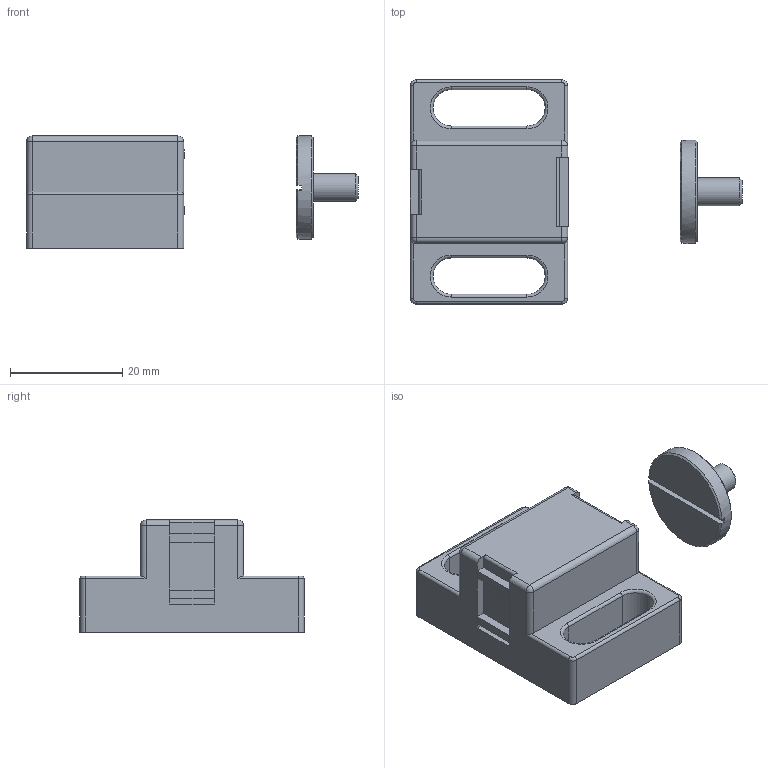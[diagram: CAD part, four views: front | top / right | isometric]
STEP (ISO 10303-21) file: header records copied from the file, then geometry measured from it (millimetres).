
FILE_DESCRIPTION(/* description */ (''),/* implementation_level */ '2;1');
FILE_NAME(/* name */ '13132_KriTec_Magnetverschluss_10.stp',/* time_stamp */ '2016-05-17T17:05:28+02:00',/* author */ ('kostic'),/* organization */ (''),/* preprocessor_version */ 'ST-DEVELOPER v16.1',/* originating_system */ 'Autodesk Inventor 2016',/* authorisation */ '');
FILE_SCHEMA (('AUTOMOTIVE_DESIGN { 1 0 10303 214 3 1 1 }'));
Length unit declared in the file: millimetre
Products named in the file (3): 13132 Magnetverschluß 10; Magnet_8; 13132_KriTec_Magnetverschluss_10
Assembly tree (2 placements, depth 2):
  13132_KriTec_Magnetverschluss_10
    13132 Magnetverschluß 10
    Magnet_8
Bounding box: 59.2 x 40 x 20 mm (x, y, z)
Volume: 14458.2 mm3; surface area: 5923.4 mm2
Topology: 2 solids, 2 shells, 109 faces, 270 edges, 162 vertices
Faces by surface type: plane 61, cylinder 32, torus 4, bspline 4, sphere 4, cone 4
Full cylindrical faces by diameter (mm): 5 x1, 18.4 x1
Entity records: 3268 total; most frequent: CARTESIAN_POINT 604, DIRECTION 552, ORIENTED_EDGE 522, EDGE_CURVE 261, AXIS2_PLACEMENT_3D 185, LINE 182, VECTOR 182, VERTEX_POINT 161
